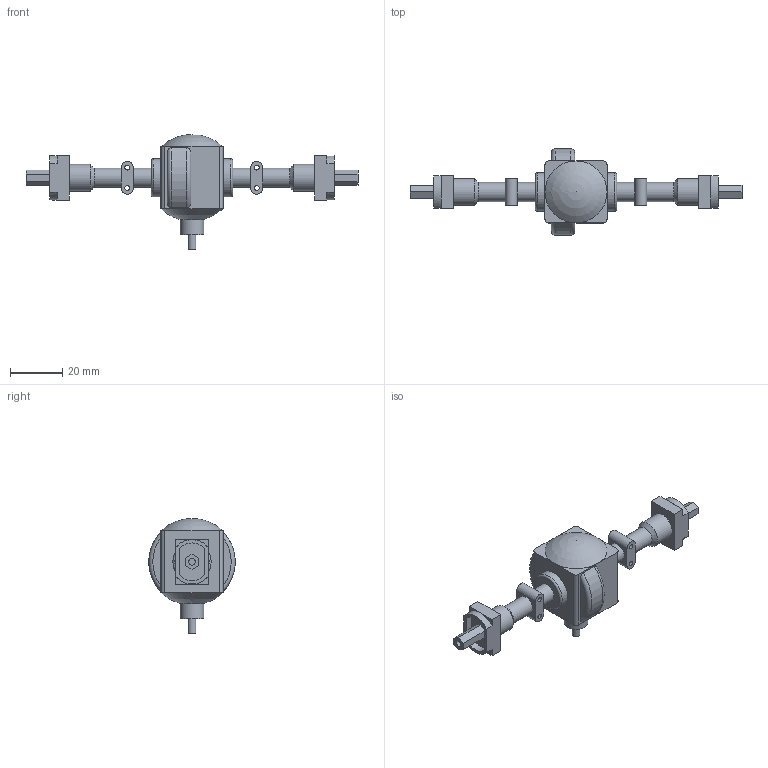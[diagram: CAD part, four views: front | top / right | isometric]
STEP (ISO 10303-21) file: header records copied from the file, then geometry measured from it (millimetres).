
FILE_DESCRIPTION(/* description */ (''),/* implementation_level */ '2;1');
FILE_NAME(/* name */ 'Differential(Only For Demonstration).step',/* time_stamp */ '2025-09-20T22:50:32+06:00',/* author */ (''),/* organization */ (''),/* preprocessor_version */ 'ST-DEVELOPER v20.1',/* originating_system */ 'Autodesk Translation Framework v14.17.0.0',/* authorisation */ '');
FILE_SCHEMA (('AUTOMOTIVE_DESIGN { 1 0 10303 214 3 1 1 }'));
Length unit declared in the file: millimetre
Products named in the file (2): Configuration 1; Rear Differemtial v4
Assembly tree (1 placements, depth 2):
  Configuration 1
    Rear Differemtial v4
Bounding box: 126.85 x 32.93 x 43.95 mm (x, y, z)
Volume: 24957.4 mm3; surface area: 8808.1 mm2
Topology: 1 solids, 1 shells, 114 faces, 264 edges, 170 vertices
Faces by surface type: plane 70, cylinder 34, torus 6, cone 2, sphere 2
Full cylindrical faces by diameter (mm): 1.85 x4, 2.5 x2, 3 x1, 7.3 x4, 9.1 x1, 10.2 x2, 14.65 x2
Entity records: 3400 total; most frequent: CARTESIAN_POINT 622, DIRECTION 582, ORIENTED_EDGE 526, EDGE_CURVE 263, AXIS2_PLACEMENT_3D 210, VERTEX_POINT 170, LINE 162, VECTOR 162
